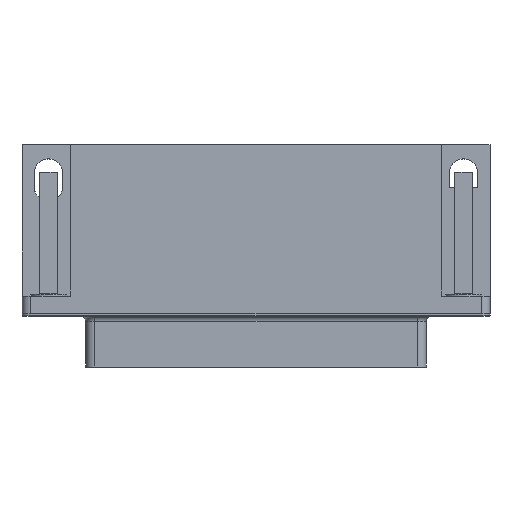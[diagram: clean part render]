
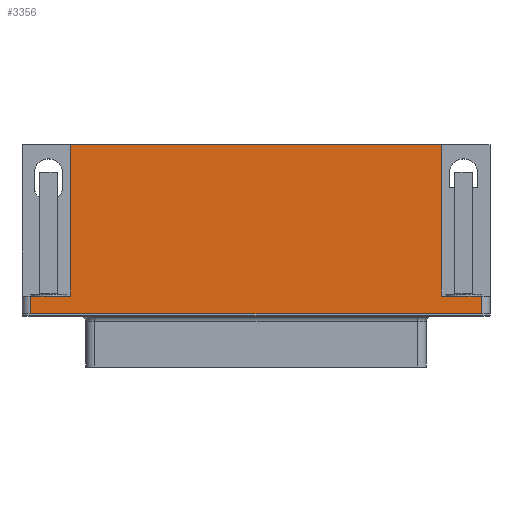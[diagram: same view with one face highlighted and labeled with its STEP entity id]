
A CAD part, top view. The second image highlights one B-rep face of the part: STEP entity #3356.
In plain terms, the highlighted planar face has unit normal (0, 0, 1).
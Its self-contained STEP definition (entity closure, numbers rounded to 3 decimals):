
#3115 = VERTEX_POINT('',#3116);
#3116 = CARTESIAN_POINT('',(-8.93,-17.4,12.5));
#3122 = EDGE_CURVE('',#3123,#3115,#3125,.T.);
#3123 = VERTEX_POINT('',#3124);
#3124 = CARTESIAN_POINT('',(42.17,-17.4,12.5));
#3125 = LINE('',#3126,#3127);
#3126 = CARTESIAN_POINT('',(42.17,-17.4,12.5));
#3127 = VECTOR('',#3128,1.);
#3128 = DIRECTION('',(-1.,0.,0.));
#3356 = ADVANCED_FACE('',(#3357),#3414,.T.);
#3357 = FACE_BOUND('',#3358,.T.);
#3358 = EDGE_LOOP('',(#3359,#3360,#3368,#3376,#3384,#3392,#3400,#3408));
#3359 = ORIENTED_EDGE('',*,*,#3122,.F.);
#3360 = ORIENTED_EDGE('',*,*,#3361,.T.);
#3361 = EDGE_CURVE('',#3123,#3362,#3364,.T.);
#3362 = VERTEX_POINT('',#3363);
#3363 = CARTESIAN_POINT('',(42.17,-15.4,12.5));
#3364 = LINE('',#3365,#3366);
#3365 = CARTESIAN_POINT('',(42.17,-17.4,12.5));
#3366 = VECTOR('',#3367,1.);
#3367 = DIRECTION('',(-0.,1.,0.));
#3368 = ORIENTED_EDGE('',*,*,#3369,.F.);
#3369 = EDGE_CURVE('',#3370,#3362,#3372,.T.);
#3370 = VERTEX_POINT('',#3371);
#3371 = CARTESIAN_POINT('',(37.67,-15.4,12.5));
#3372 = LINE('',#3373,#3374);
#3373 = CARTESIAN_POINT('',(42.17,-15.4,12.5));
#3374 = VECTOR('',#3375,1.);
#3375 = DIRECTION('',(1.,0.,0.));
#3376 = ORIENTED_EDGE('',*,*,#3377,.F.);
#3377 = EDGE_CURVE('',#3378,#3370,#3380,.T.);
#3378 = VERTEX_POINT('',#3379);
#3379 = CARTESIAN_POINT('',(37.67,1.8,12.5));
#3380 = LINE('',#3381,#3382);
#3381 = CARTESIAN_POINT('',(37.67,-16.4,12.5));
#3382 = VECTOR('',#3383,1.);
#3383 = DIRECTION('',(0.,-1.,0.));
#3384 = ORIENTED_EDGE('',*,*,#3385,.T.);
#3385 = EDGE_CURVE('',#3378,#3386,#3388,.T.);
#3386 = VERTEX_POINT('',#3387);
#3387 = CARTESIAN_POINT('',(-4.43,1.8,12.5));
#3388 = LINE('',#3389,#3390);
#3389 = CARTESIAN_POINT('',(43.17,1.8,12.5));
#3390 = VECTOR('',#3391,1.);
#3391 = DIRECTION('',(-1.,0.,0.));
#3392 = ORIENTED_EDGE('',*,*,#3393,.F.);
#3393 = EDGE_CURVE('',#3394,#3386,#3396,.T.);
#3394 = VERTEX_POINT('',#3395);
#3395 = CARTESIAN_POINT('',(-4.43,-15.4,12.5));
#3396 = LINE('',#3397,#3398);
#3397 = CARTESIAN_POINT('',(-4.43,-16.4,12.5));
#3398 = VECTOR('',#3399,1.);
#3399 = DIRECTION('',(0.,1.,0.));
#3400 = ORIENTED_EDGE('',*,*,#3401,.F.);
#3401 = EDGE_CURVE('',#3402,#3394,#3404,.T.);
#3402 = VERTEX_POINT('',#3403);
#3403 = CARTESIAN_POINT('',(-8.93,-15.4,12.5));
#3404 = LINE('',#3405,#3406);
#3405 = CARTESIAN_POINT('',(17.62,-15.4,12.5));
#3406 = VECTOR('',#3407,1.);
#3407 = DIRECTION('',(1.,0.,0.));
#3408 = ORIENTED_EDGE('',*,*,#3409,.F.);
#3409 = EDGE_CURVE('',#3115,#3402,#3410,.T.);
#3410 = LINE('',#3411,#3412);
#3411 = CARTESIAN_POINT('',(-8.93,-17.4,12.5));
#3412 = VECTOR('',#3413,1.);
#3413 = DIRECTION('',(-0.,1.,0.));
#3414 = PLANE('',#3415);
#3415 = AXIS2_PLACEMENT_3D('',#3416,#3417,#3418);
#3416 = CARTESIAN_POINT('',(43.17,-17.4,12.5));
#3417 = DIRECTION('',(0.,0.,1.));
#3418 = DIRECTION('',(-1.,0.,0.));
